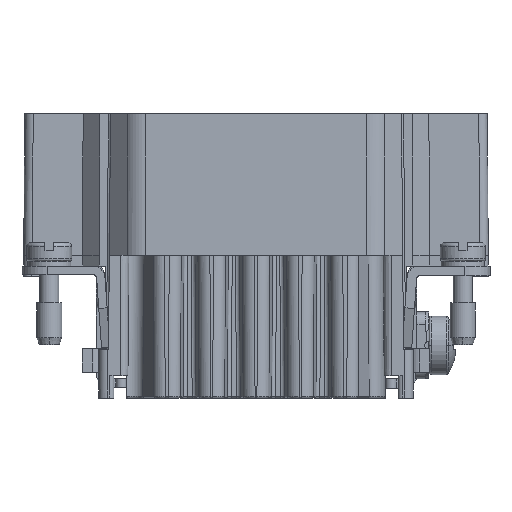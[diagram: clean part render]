
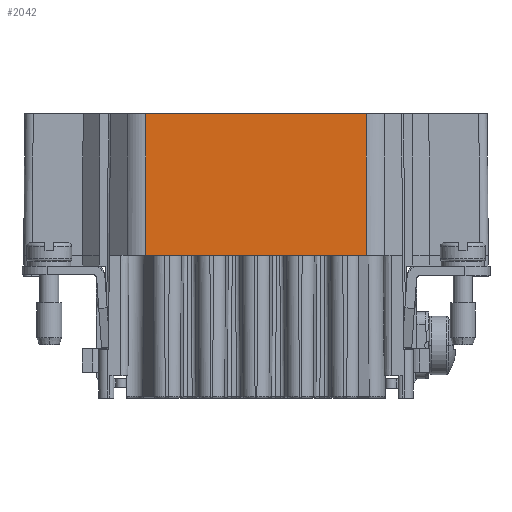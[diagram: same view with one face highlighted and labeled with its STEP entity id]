
A CAD part, front view. The second image highlights one B-rep face of the part: STEP entity #2042.
In plain terms, the highlighted planar face has unit normal (0, -1, 0.009).
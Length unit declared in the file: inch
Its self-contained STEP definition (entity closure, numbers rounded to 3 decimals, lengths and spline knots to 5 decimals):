
#1610 = PLANE ( 'NONE',  #1950 ) ;
#1950 = AXIS2_PLACEMENT_3D ( 'NONE', #25194, #48274, #36228 ) ;
#2042 = ADVANCED_FACE ( 'NONE', ( #16924 ), #1610, .T. ) ;
#2598 = EDGE_CURVE ( 'NONE', #6420, #21690, #8286, .T. ) ;
#2627 = CARTESIAN_POINT ( 'NONE',  ( -0.52195, -0.44291, -0.66535 ) ) ;
#2901 = ORIENTED_EDGE ( 'NONE', *, *, #30351, .F. ) ;
#4016 = EDGE_CURVE ( 'NONE', #6420, #14104, #13490, .T. ) ;
#6420 = VERTEX_POINT ( 'NONE', #15981 ) ;
#6423 = VECTOR ( 'NONE', #28777, 39.37008 ) ;
#6840 = EDGE_LOOP ( 'NONE', ( #33977, #2901, #18343, #17021 ) ) ;
#7678 = DIRECTION ( 'NONE',  ( 0.004, -0.009, -1. ) ) ;
#8286 = LINE ( 'NONE', #38418, #34068 ) ;
#8596 = VECTOR ( 'NONE', #7678, 39.37008 ) ;
#10198 = VECTOR ( 'NONE', #18728, 39.37008 ) ;
#13490 = LINE ( 'NONE', #43111, #6423 ) ;
#14104 = VERTEX_POINT ( 'NONE', #2627 ) ;
#15981 = CARTESIAN_POINT ( 'NONE',  ( -0.51954, -0.43711, 0. ) ) ;
#16439 = VERTEX_POINT ( 'NONE', #43682 ) ;
#16924 = FACE_OUTER_BOUND ( 'NONE', #6840, .T. ) ;
#17021 = ORIENTED_EDGE ( 'NONE', *, *, #4016, .T. ) ;
#18343 = ORIENTED_EDGE ( 'NONE', *, *, #2598, .F. ) ;
#18490 = CARTESIAN_POINT ( 'NONE',  ( 0., -0.44291, -0.66535 ) ) ;
#18728 = DIRECTION ( 'NONE',  ( 1., 0., 0. ) ) ;
#21690 = VERTEX_POINT ( 'NONE', #36594 ) ;
#23338 = LINE ( 'NONE', #38632, #8596 ) ;
#23611 = DIRECTION ( 'NONE',  ( 1., 0., 0. ) ) ;
#25194 = CARTESIAN_POINT ( 'NONE',  ( 0., -0.44291, -0.66535 ) ) ;
#28777 = DIRECTION ( 'NONE',  ( -0.004, -0.009, -1. ) ) ;
#30351 = EDGE_CURVE ( 'NONE', #21690, #16439, #23338, .T. ) ;
#30413 = EDGE_CURVE ( 'NONE', #14104, #16439, #46076, .T. ) ;
#33977 = ORIENTED_EDGE ( 'NONE', *, *, #30413, .T. ) ;
#34068 = VECTOR ( 'NONE', #23611, 39.37008 ) ;
#36228 = DIRECTION ( 'NONE',  ( 0., -0.009, -1. ) ) ;
#36594 = CARTESIAN_POINT ( 'NONE',  ( 0.51954, -0.43711, 0. ) ) ;
#38418 = CARTESIAN_POINT ( 'NONE',  ( 0., -0.43711, 0. ) ) ;
#38632 = CARTESIAN_POINT ( 'NONE',  ( 0.52194, -0.4429, -0.66347 ) ) ;
#43111 = CARTESIAN_POINT ( 'NONE',  ( -0.51954, -0.43711, 0. ) ) ;
#43682 = CARTESIAN_POINT ( 'NONE',  ( 0.52195, -0.44291, -0.66535 ) ) ;
#46076 = LINE ( 'NONE', #18490, #10198 ) ;
#48274 = DIRECTION ( 'NONE',  ( 0., -1., 0.009 ) ) ;
